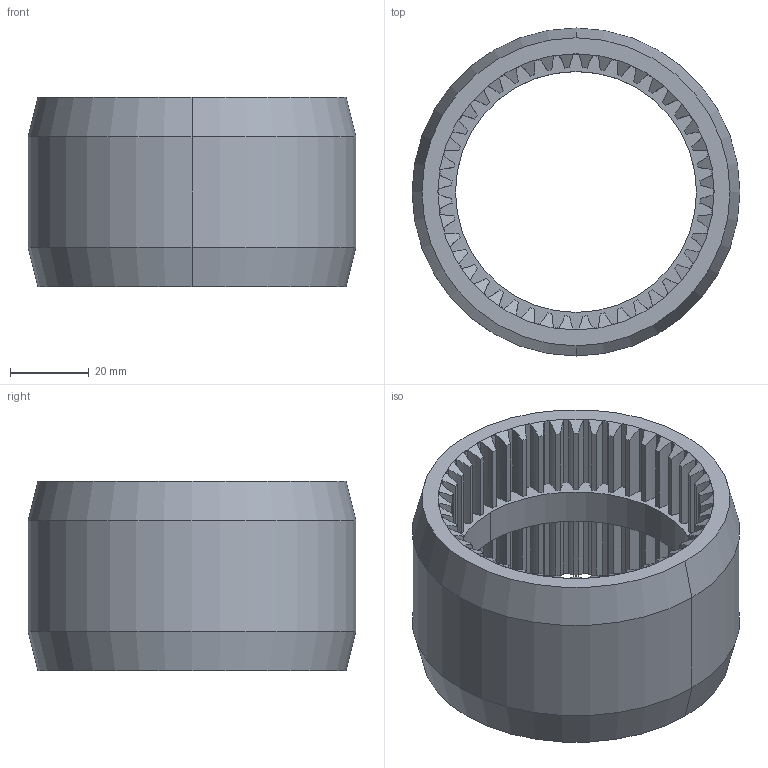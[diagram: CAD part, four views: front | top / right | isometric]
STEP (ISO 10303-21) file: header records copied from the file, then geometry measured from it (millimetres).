
FILE_DESCRIPTION((''),'2;1');
FILE_NAME('010381000000_INT','2006-02-06T',('Rathmann'),(''),'PRO/ENGINEER BY PARAMETRIC TECHNOLOGY CORPORATION, 2005180','PRO/ENGINEER BY PARAMETRIC TECHNOLOGY CORPORATION, 2005180','');
FILE_SCHEMA(('AUTOMOTIVE_DESIGN_CC2 { 1 2 10303 214 -1 1 5 2 }'));
Length unit declared in the file: millimetre
Products named in the file (1): 010381000000_INT
Bounding box: 83 x 83 x 48 mm (x, y, z)
Volume: 90943.4 mm3; surface area: 33426.2 mm2
Topology: 1 solids, 1 shells, 368 faces, 1089 edges, 726 vertices
Faces by surface type: cylinder 356, cone 8, plane 4
Entity records: 13040 total; most frequent: CARTESIAN_POINT 2970, DIRECTION 2199, ORIENTED_EDGE 2176, EDGE_CURVE 1088, AXIS2_PLACEMENT_3D 917, VERTEX_POINT 724, CIRCLE 548, EDGE_LOOP 372
